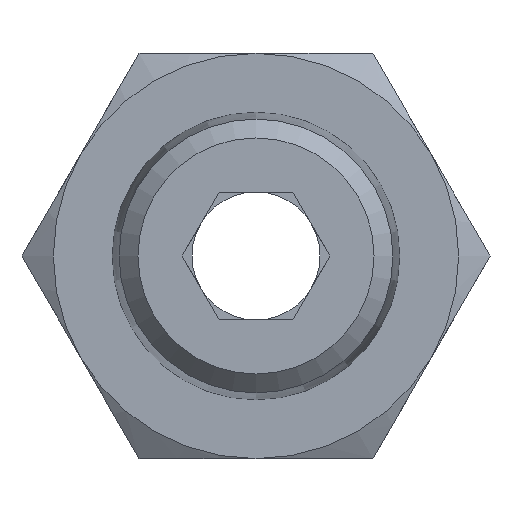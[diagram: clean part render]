
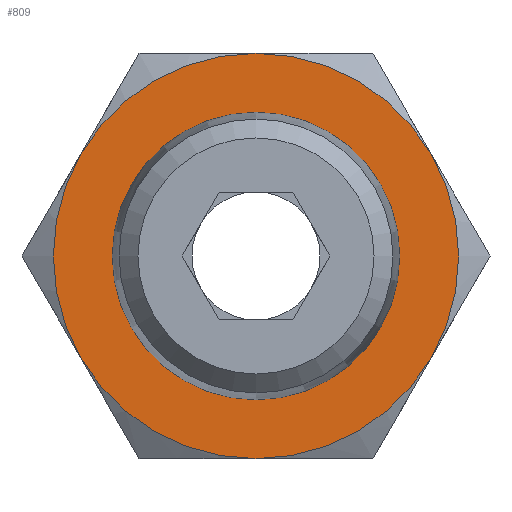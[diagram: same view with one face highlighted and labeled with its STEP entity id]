
A CAD part, left-side view. The second image highlights one B-rep face of the part: STEP entity #809.
In plain terms, the highlighted planar face has unit normal (-1, 0, 0).
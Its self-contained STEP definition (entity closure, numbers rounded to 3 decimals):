
#226=ORIENTED_EDGE('',*,*,#433,.F.);
#227=ORIENTED_EDGE('',*,*,#430,.F.);
#228=ORIENTED_EDGE('',*,*,#439,.F.);
#229=ORIENTED_EDGE('',*,*,#445,.F.);
#230=ORIENTED_EDGE('',*,*,#441,.F.);
#231=ORIENTED_EDGE('',*,*,#435,.F.);
#232=ORIENTED_EDGE('',*,*,#448,.T.);
#430=EDGE_CURVE('',#539,#538,#590,.T.);
#433=EDGE_CURVE('',#538,#541,#591,.T.);
#435=EDGE_CURVE('',#541,#543,#592,.T.);
#439=EDGE_CURVE('',#545,#539,#593,.T.);
#441=EDGE_CURVE('',#543,#547,#594,.T.);
#445=EDGE_CURVE('',#547,#545,#595,.T.);
#448=EDGE_CURVE('',#551,#551,#598,.T.);
#538=VERTEX_POINT('',#1259);
#539=VERTEX_POINT('',#1264);
#541=VERTEX_POINT('',#1272);
#543=VERTEX_POINT('',#1285);
#545=VERTEX_POINT('',#1300);
#547=VERTEX_POINT('',#1309);
#551=VERTEX_POINT('',#1333);
#590=CIRCLE('',#877,9.5);
#591=CIRCLE('',#879,9.5);
#592=CIRCLE('',#881,9.5);
#593=CIRCLE('',#883,9.5);
#594=CIRCLE('',#885,9.5);
#595=CIRCLE('',#887,9.5);
#598=CIRCLE('',#893,6.741);
#639=EDGE_LOOP('',(#226,#227,#228,#229,#230,#231));
#640=EDGE_LOOP('',(#232));
#709=FACE_BOUND('',#639,.T.);
#710=FACE_BOUND('',#640,.T.);
#765=PLANE('',#894);
#809=ADVANCED_FACE('',(#709,#710),#765,.F.);
#877=AXIS2_PLACEMENT_3D('',#1265,#1007,#1008);
#879=AXIS2_PLACEMENT_3D('',#1277,#1011,#1012);
#881=AXIS2_PLACEMENT_3D('',#1284,#1015,#1016);
#883=AXIS2_PLACEMENT_3D('',#1301,#1019,#1020);
#885=AXIS2_PLACEMENT_3D('',#1308,#1023,#1024);
#887=AXIS2_PLACEMENT_3D('',#1324,#1027,#1028);
#893=AXIS2_PLACEMENT_3D('',#1332,#1039,#1040);
#894=AXIS2_PLACEMENT_3D('',#1334,#1041,#1042);
#1007=DIRECTION('',(1.,0.,0.));
#1008=DIRECTION('',(0.,0.,-1.));
#1011=DIRECTION('',(1.,0.,0.));
#1012=DIRECTION('',(0.,0.,-1.));
#1015=DIRECTION('',(1.,0.,0.));
#1016=DIRECTION('',(0.,0.,-1.));
#1019=DIRECTION('',(1.,0.,0.));
#1020=DIRECTION('',(0.,0.,-1.));
#1023=DIRECTION('',(1.,0.,0.));
#1024=DIRECTION('',(0.,0.,-1.));
#1027=DIRECTION('',(1.,0.,0.));
#1028=DIRECTION('',(0.,0.,-1.));
#1039=DIRECTION('',(1.,0.,0.));
#1040=DIRECTION('',(0.,0.,-1.));
#1041=DIRECTION('',(1.,0.,0.));
#1042=DIRECTION('',(0.,0.,-1.));
#1259=CARTESIAN_POINT('',(12.5,8.227,-4.75));
#1264=CARTESIAN_POINT('',(12.5,0.,-9.5));
#1265=CARTESIAN_POINT('',(12.5,0.,0.));
#1272=CARTESIAN_POINT('',(12.5,8.227,4.75));
#1277=CARTESIAN_POINT('',(12.5,0.,0.));
#1284=CARTESIAN_POINT('',(12.5,0.,0.));
#1285=CARTESIAN_POINT('',(12.5,0.,9.5));
#1300=CARTESIAN_POINT('',(12.5,-8.227,-4.75));
#1301=CARTESIAN_POINT('',(12.5,0.,0.));
#1308=CARTESIAN_POINT('',(12.5,0.,0.));
#1309=CARTESIAN_POINT('',(12.5,-8.227,4.75));
#1324=CARTESIAN_POINT('',(12.5,0.,0.));
#1332=CARTESIAN_POINT('',(12.5,0.,0.));
#1333=CARTESIAN_POINT('',(12.5,0.,-6.741));
#1334=CARTESIAN_POINT('',(12.5,6.741,0.));
